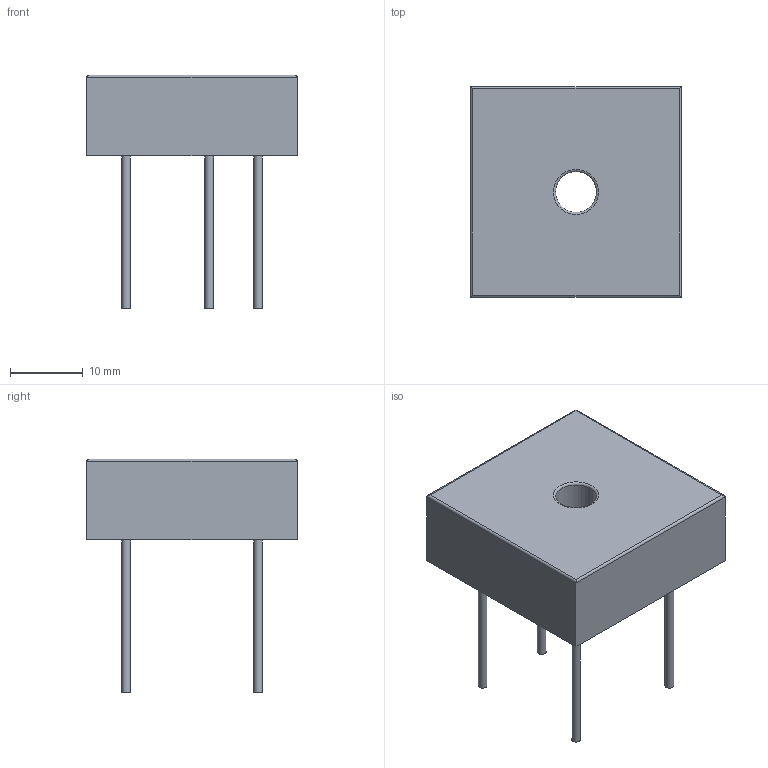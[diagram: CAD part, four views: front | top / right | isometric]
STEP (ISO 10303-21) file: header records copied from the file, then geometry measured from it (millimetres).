
FILE_DESCRIPTION(('FreeCAD Model'),'2;1');
FILE_NAME('Diode_Bridge_GeneSiC_Semiconductor_KBPC_W_NO_Mountpoint.step', '2020-06-27T23:14:03',('kicad StepUp'),('ksu MCAD'), 'Open CASCADE STEP processor 7.3','FreeCAD','Unknown');
FILE_SCHEMA(('AUTOMOTIVE_DESIGN { 1 0 10303 214 1 1 1 1 }'));
Length unit declared in the file: millimetre
Products named in the file (1): Diode_Bridge_GeneSiC_Semiconductor_KBPC_W_NO_Mountpoint
Bounding box: 28.89 x 28.89 x 32 mm (x, y, z)
Volume: 8338.1 mm3; surface area: 3516.6 mm2
Topology: 1 solids, 1 shells, 27 faces, 52 edges, 33 vertices
Faces by surface type: plane 16, cylinder 10, torus 1
Full cylindrical faces by diameter (mm): 1.2 x4, 5.59 x1, 6.59 x1
Entity records: 890 total; most frequent: DIRECTION 126, CARTESIAN_POINT 113, ORIENTED_EDGE 104, EDGE_CURVE 52, AXIS2_PLACEMENT_3D 46, FACE_BOUND 35, EDGE_LOOP 35, LINE 34
